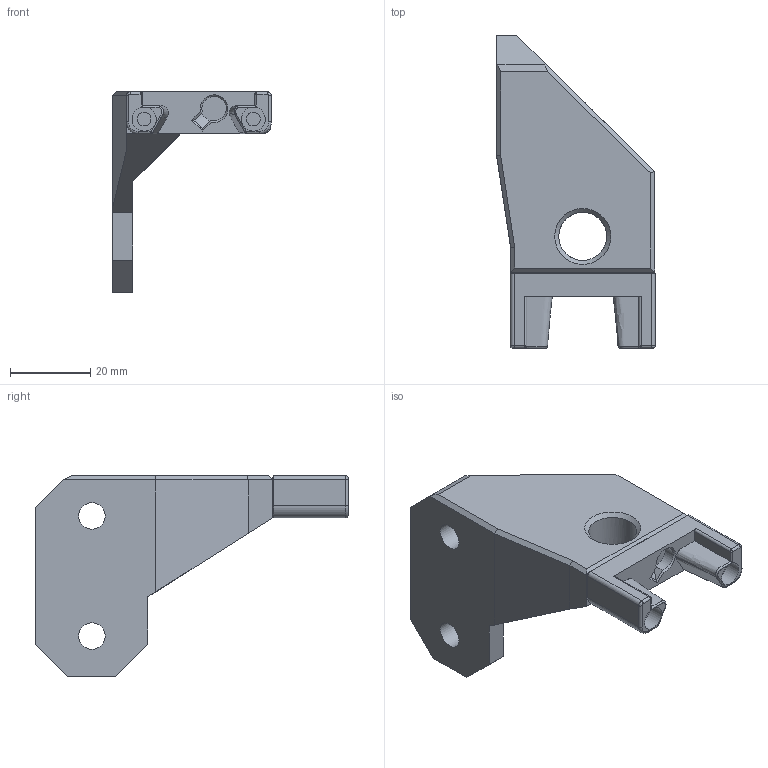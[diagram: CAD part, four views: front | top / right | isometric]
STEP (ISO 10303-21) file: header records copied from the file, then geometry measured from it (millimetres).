
FILE_DESCRIPTION(/* description */ (''),/* implementation_level */ '2;1');
FILE_NAME(/* name */ 'Eva probe dock v21.step',/* time_stamp */ '2022-02-16T22:35:02+00:00',/* author */ (''),/* organization */ (''),/* preprocessor_version */ 'ST-DEVELOPER v18.1',/* originating_system */ 'Autodesk Translation Framework v10.13.0.1454',/* authorisation */ '');
FILE_SCHEMA (('AUTOMOTIVE_DESIGN { 1 0 10303 214 3 1 1 }'));
Length unit declared in the file: millimetre
Products named in the file (2): Eva probe dock; KlickyProbe_v0_2_20_Probe Dock v0.2
Assembly tree (1 placements, depth 2):
  Eva probe dock
    KlickyProbe_v0_2_20_Probe Dock v0.2
Bounding box: 39.63 x 78 x 50 mm (x, y, z)
Volume: 27822.5 mm3; surface area: 11039.5 mm2
Topology: 2 solids, 2 shells, 115 faces, 293 edges, 180 vertices
Faces by surface type: plane 51, cylinder 32, bspline 16, cone 14, torus 2
Full cylindrical faces by diameter (mm): 3.4 x2, 4.2 x2, 4.6 x2, 6 x2, 6.6 x2, 11 x1, 12 x1
Entity records: 4390 total; most frequent: CARTESIAN_POINT 1620, ORIENTED_EDGE 578, DIRECTION 545, EDGE_CURVE 289, AXIS2_PLACEMENT_3D 194, VERTEX_POINT 180, LINE 157, VECTOR 157
